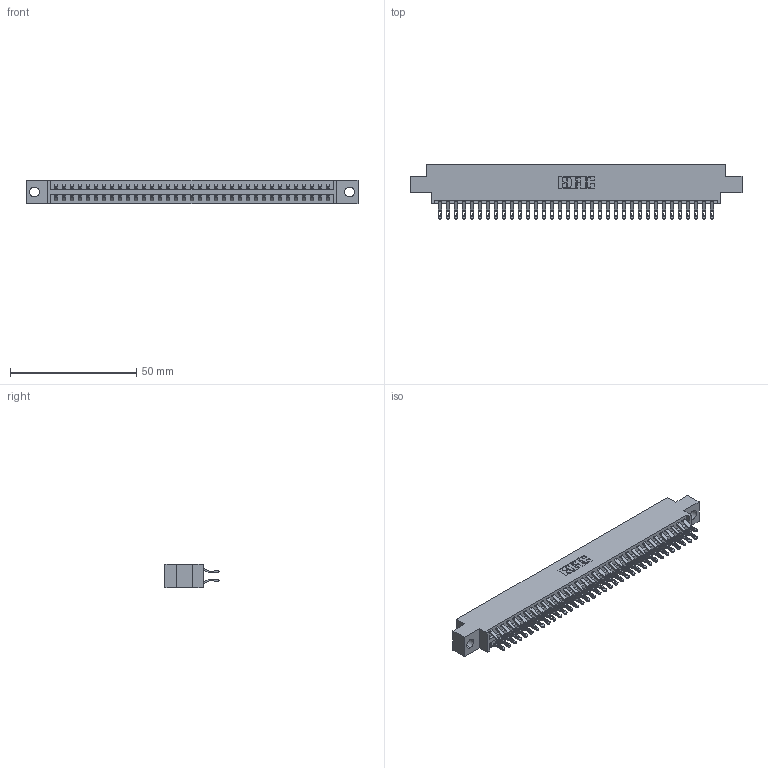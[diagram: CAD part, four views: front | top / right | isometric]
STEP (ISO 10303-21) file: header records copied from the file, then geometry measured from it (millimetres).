
FILE_DESCRIPTION (( 'STEP AP203' ), '1' );
FILE_NAME ('346-070-555-804.STEP', '2022-05-24T21:58:33', ( '' ), ( '' ), 'SwSTEP 2.0', 'SolidWorks 2020', '' );
FILE_SCHEMA (( 'CONFIG_CONTROL_DESIGN' ));
Length unit declared in the file: inch
Products named in the file (3): 346 Part_0.170 Offset - 0.156 Dia-TH; 345-292-001_555 Tail; 346-070-555-804
Assembly tree (71 placements, depth 2):
  346-070-555-804
    346 Part_0.170 Offset - 0.156 Dia-TH
    345-292-001_555 Tail  x70
Bounding box: 131.7 x 21.46 x 9.4 mm (x, y, z)
Volume: 12730.4 mm3; surface area: 18140 mm2
Topology: 71 solids, 71 shells, 4200 faces, 13187 edges, 8790 vertices
Faces by surface type: plane 2404, cylinder 1796
Entity records: 24661 total; most frequent: CARTESIAN_POINT 4116, ORIENTED_EDGE 4018, DIRECTION 3645, EDGE_CURVE 2009, VECTOR 1717, LINE 1717, VERTEX_POINT 1338, AXIS2_PLACEMENT_3D 964
